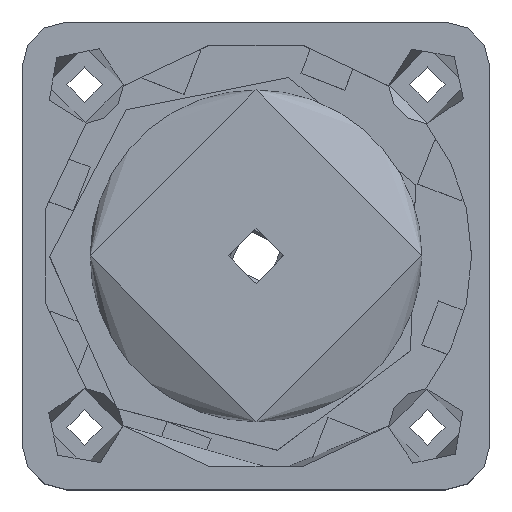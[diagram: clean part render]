
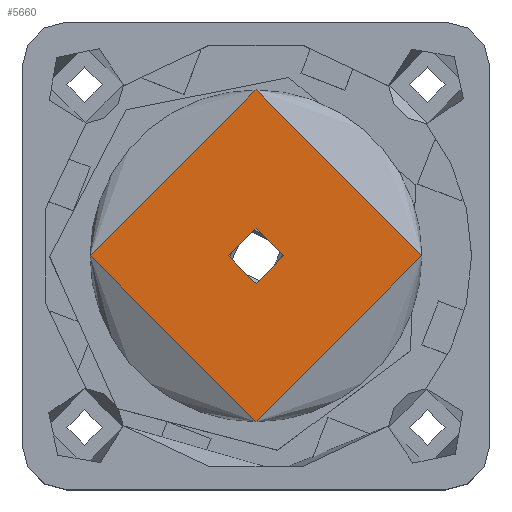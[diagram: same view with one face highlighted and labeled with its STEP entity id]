
A CAD part, top view. The second image highlights one B-rep face of the part: STEP entity #5660.
In plain terms, the highlighted planar face has unit normal (0, 0, 1).
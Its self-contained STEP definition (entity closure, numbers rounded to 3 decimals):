
#5299 = VERTEX_POINT('',#5300);
#5300 = CARTESIAN_POINT('',(15.,0.,7.));
#5307 = CYLINDRICAL_SURFACE('',#5308,15.);
#5308 = AXIS2_PLACEMENT_3D('',#5309,#5310,#5311);
#5309 = CARTESIAN_POINT('',(0.,0.,5.));
#5310 = DIRECTION('',(-0.,-0.,-1.));
#5311 = DIRECTION('',(1.,0.,0.));
#5326 = EDGE_CURVE('',#5299,#5299,#5327,.T.);
#5327 = SURFACE_CURVE('',#5328,(#5333,#5340),.PCURVE_S1.);
#5328 = CIRCLE('',#5329,15.);
#5329 = AXIS2_PLACEMENT_3D('',#5330,#5331,#5332);
#5330 = CARTESIAN_POINT('',(0.,0.,7.));
#5331 = DIRECTION('',(0.,0.,1.));
#5332 = DIRECTION('',(1.,0.,0.));
#5333 = PCURVE('',#5307,#5334);
#5334 = DEFINITIONAL_REPRESENTATION('',(#5335),#5339);
#5335 = LINE('',#5336,#5337);
#5336 = CARTESIAN_POINT('',(-0.,-2.));
#5337 = VECTOR('',#5338,1.);
#5338 = DIRECTION('',(-1.,0.));
#5339 = ( GEOMETRIC_REPRESENTATION_CONTEXT(2) 
PARAMETRIC_REPRESENTATION_CONTEXT() REPRESENTATION_CONTEXT('2D SPACE',''
  ) );
#5340 = PCURVE('',#5341,#5346);
#5341 = PLANE('',#5342);
#5342 = AXIS2_PLACEMENT_3D('',#5343,#5344,#5345);
#5343 = CARTESIAN_POINT('',(0.,0.,7.));
#5344 = DIRECTION('',(0.,0.,1.));
#5345 = DIRECTION('',(0.,1.,0.));
#5346 = DEFINITIONAL_REPRESENTATION('',(#5347),#5351);
#5347 = CIRCLE('',#5348,15.);
#5348 = AXIS2_PLACEMENT_2D('',#5349,#5350);
#5349 = CARTESIAN_POINT('',(0.,0.));
#5350 = DIRECTION('',(0.,-1.));
#5351 = ( GEOMETRIC_REPRESENTATION_CONTEXT(2) 
PARAMETRIC_REPRESENTATION_CONTEXT() REPRESENTATION_CONTEXT('2D SPACE',''
  ) );
#5474 = CYLINDRICAL_SURFACE('',#5475,2.5);
#5475 = AXIS2_PLACEMENT_3D('',#5476,#5477,#5478);
#5476 = CARTESIAN_POINT('',(0.,0.,5.));
#5477 = DIRECTION('',(-0.,-0.,-1.));
#5478 = DIRECTION('',(1.,0.,0.));
#5660 = ADVANCED_FACE('',(#5661,#5664),#5341,.T.);
#5661 = FACE_BOUND('',#5662,.T.);
#5662 = EDGE_LOOP('',(#5663));
#5663 = ORIENTED_EDGE('',*,*,#5326,.T.);
#5664 = FACE_BOUND('',#5665,.T.);
#5665 = EDGE_LOOP('',(#5666));
#5666 = ORIENTED_EDGE('',*,*,#5667,.F.);
#5667 = EDGE_CURVE('',#5668,#5668,#5670,.T.);
#5668 = VERTEX_POINT('',#5669);
#5669 = CARTESIAN_POINT('',(2.5,0.,7.));
#5670 = SURFACE_CURVE('',#5671,(#5676,#5683),.PCURVE_S1.);
#5671 = CIRCLE('',#5672,2.5);
#5672 = AXIS2_PLACEMENT_3D('',#5673,#5674,#5675);
#5673 = CARTESIAN_POINT('',(0.,0.,7.));
#5674 = DIRECTION('',(0.,0.,1.));
#5675 = DIRECTION('',(1.,0.,0.));
#5676 = PCURVE('',#5341,#5677);
#5677 = DEFINITIONAL_REPRESENTATION('',(#5678),#5682);
#5678 = CIRCLE('',#5679,2.5);
#5679 = AXIS2_PLACEMENT_2D('',#5680,#5681);
#5680 = CARTESIAN_POINT('',(0.,0.));
#5681 = DIRECTION('',(0.,-1.));
#5682 = ( GEOMETRIC_REPRESENTATION_CONTEXT(2) 
PARAMETRIC_REPRESENTATION_CONTEXT() REPRESENTATION_CONTEXT('2D SPACE',''
  ) );
#5683 = PCURVE('',#5474,#5684);
#5684 = DEFINITIONAL_REPRESENTATION('',(#5685),#5689);
#5685 = LINE('',#5686,#5687);
#5686 = CARTESIAN_POINT('',(-0.,-2.));
#5687 = VECTOR('',#5688,1.);
#5688 = DIRECTION('',(-1.,0.));
#5689 = ( GEOMETRIC_REPRESENTATION_CONTEXT(2) 
PARAMETRIC_REPRESENTATION_CONTEXT() REPRESENTATION_CONTEXT('2D SPACE',''
  ) );
